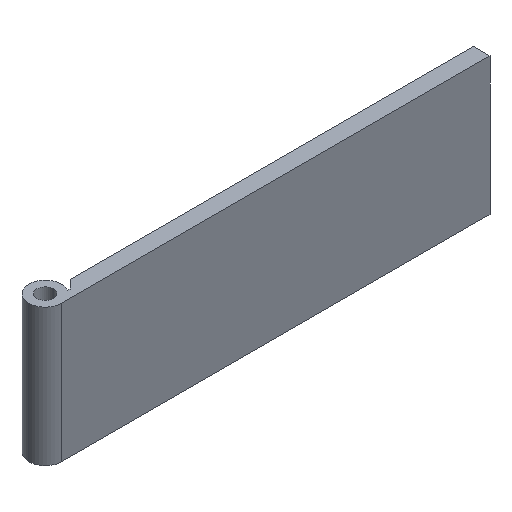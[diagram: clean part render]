
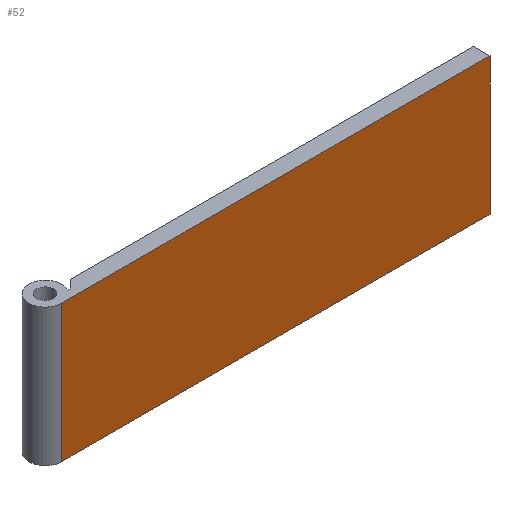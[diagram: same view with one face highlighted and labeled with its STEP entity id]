
A CAD part, isometric view. The second image highlights one B-rep face of the part: STEP entity #52.
In plain terms, the highlighted planar face has unit normal (0, -1, 0).
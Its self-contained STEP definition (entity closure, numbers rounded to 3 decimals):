
#32 = EDGE_CURVE ( 'NONE', #85, #84, #113, .T. ) ;
#47 = EDGE_CURVE ( 'NONE', #381, #85, #161, .T. ) ;
#49 = EDGE_CURVE ( 'NONE', #89, #84, #166, .T. ) ;
#52 = ADVANCED_FACE ( 'NONE', ( #310 ), #176, .F. ) ;
#63 = VECTOR ( 'NONE', #115, 1000. ) ;
#84 = VERTEX_POINT ( 'NONE', #202 ) ;
#85 = VERTEX_POINT ( 'NONE', #203 ) ;
#89 = VERTEX_POINT ( 'NONE', #207 ) ;
#102 = EDGE_LOOP ( 'NONE', ( #435, #434, #437, #396 ) ) ;
#113 = LINE ( 'NONE', #114, #63 ) ;
#114 = CARTESIAN_POINT ( 'NONE',  ( 156., -6., 25. ) ) ;
#115 = DIRECTION ( 'NONE',  ( 0., 0., -1. ) ) ;
#161 = LINE ( 'NONE', #162, #304 ) ;
#162 = CARTESIAN_POINT ( 'NONE',  ( 156., -6., 25. ) ) ;
#163 = DIRECTION ( 'NONE',  ( 1., 0., 0. ) ) ;
#166 = LINE ( 'NONE', #167, #308 ) ;
#167 = CARTESIAN_POINT ( 'NONE',  ( 156., -6., -25. ) ) ;
#168 = DIRECTION ( 'NONE',  ( 1., 0., 0. ) ) ;
#176 = PLANE ( 'NONE',  #314 ) ;
#177 = CARTESIAN_POINT ( 'NONE',  ( 156., -6., 25. ) ) ;
#178 = DIRECTION ( 'NONE',  ( 0., 1., 0. ) ) ;
#179 = DIRECTION ( 'NONE',  ( -1., 0., 0. ) ) ;
#202 = CARTESIAN_POINT ( 'NONE',  ( 156., -6., -25. ) ) ;
#203 = CARTESIAN_POINT ( 'NONE',  ( 156., -6., 25. ) ) ;
#207 = CARTESIAN_POINT ( 'NONE',  ( 0., -6., -25. ) ) ;
#231 = LINE ( 'NONE', #232, #322 ) ;
#232 = CARTESIAN_POINT ( 'NONE',  ( 0., -6., 25. ) ) ;
#233 = DIRECTION ( 'NONE',  ( 0., 0., -1. ) ) ;
#254 = CARTESIAN_POINT ( 'NONE',  ( 0., -6., 25. ) ) ;
#304 = VECTOR ( 'NONE', #163, 1000. ) ;
#308 = VECTOR ( 'NONE', #168, 1000. ) ;
#310 = FACE_OUTER_BOUND ( 'NONE', #102, .T. ) ;
#314 = AXIS2_PLACEMENT_3D ( 'NONE', #177, #178, #179 ) ;
#322 = VECTOR ( 'NONE', #233, 1000. ) ;
#360 = EDGE_CURVE ( 'NONE', #381, #89, #231, .T. ) ;
#381 = VERTEX_POINT ( 'NONE', #254 ) ;
#396 = ORIENTED_EDGE ( 'NONE', *, *, #360, .T. ) ;
#434 = ORIENTED_EDGE ( 'NONE', *, *, #32, .F. ) ;
#435 = ORIENTED_EDGE ( 'NONE', *, *, #49, .T. ) ;
#437 = ORIENTED_EDGE ( 'NONE', *, *, #47, .F. ) ;
